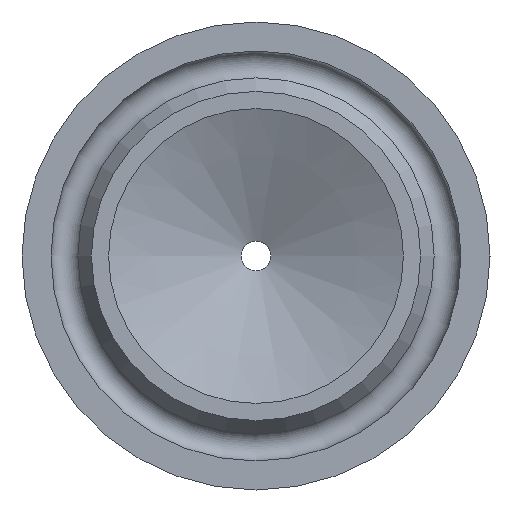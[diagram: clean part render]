
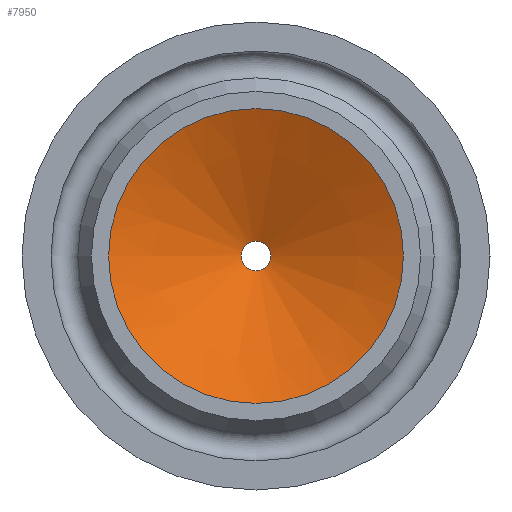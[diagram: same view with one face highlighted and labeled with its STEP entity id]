
A CAD part, left-side view. The second image highlights one B-rep face of the part: STEP entity #7950.
In plain terms, the highlighted conical face has half-angle 66 degrees and reference radius 4.331 mm.
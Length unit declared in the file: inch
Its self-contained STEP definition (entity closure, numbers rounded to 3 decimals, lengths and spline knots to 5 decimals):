
#35=CIRCLE('',#8241,0.031);
#36=CIRCLE('',#8242,0.031);
#61=CIRCLE('',#8280,0.31);
#62=CIRCLE('',#8281,0.31);
#732=LINE('',#17345,#1132);
#1132=VECTOR('',#9305,0.1705);
#1745=FACE_OUTER_BOUND('',#2232,.T.);
#2232=EDGE_LOOP('',(#7400,#7401,#7402,#7403,#7404,#7405));
#3773=VERTEX_POINT('',#17274);
#3774=VERTEX_POINT('',#17276);
#3797=VERTEX_POINT('',#17344);
#3798=VERTEX_POINT('',#17346);
#4970=EDGE_CURVE('',#3774,#3773,#35,.T.);
#4971=EDGE_CURVE('',#3773,#3774,#36,.T.);
#5002=EDGE_CURVE('',#3773,#3797,#732,.T.);
#5003=EDGE_CURVE('',#3798,#3797,#61,.T.);
#5004=EDGE_CURVE('',#3797,#3798,#62,.T.);
#7400=ORIENTED_EDGE('',*,*,#4970,.T.);
#7401=ORIENTED_EDGE('',*,*,#5002,.T.);
#7402=ORIENTED_EDGE('',*,*,#5003,.F.);
#7403=ORIENTED_EDGE('',*,*,#5004,.F.);
#7404=ORIENTED_EDGE('',*,*,#5002,.F.);
#7405=ORIENTED_EDGE('',*,*,#4971,.T.);
#7481=CONICAL_SURFACE('',#8279,0.1705,1.152);
#7950=ADVANCED_FACE('',(#1745),#7481,.F.);
#8241=AXIS2_PLACEMENT_3D('',#17277,#9221,#9222);
#8242=AXIS2_PLACEMENT_3D('',#17278,#9223,#9224);
#8279=AXIS2_PLACEMENT_3D('',#17343,#9303,#9304);
#8280=AXIS2_PLACEMENT_3D('',#17347,#9306,#9307);
#8281=AXIS2_PLACEMENT_3D('',#17348,#9308,#9309);
#9221=DIRECTION('center_axis',(1.,0.,0.));
#9222=DIRECTION('ref_axis',(0.,1.,0.));
#9223=DIRECTION('center_axis',(1.,0.,0.));
#9224=DIRECTION('ref_axis',(0.,1.,0.));
#9303=DIRECTION('center_axis',(-1.,0.,0.));
#9304=DIRECTION('ref_axis',(0.,1.,0.));
#9305=DIRECTION('',(-0.407,-0.914,0.));
#9306=DIRECTION('center_axis',(1.,0.,0.));
#9307=DIRECTION('ref_axis',(0.,1.,0.));
#9308=DIRECTION('center_axis',(1.,0.,0.));
#9309=DIRECTION('ref_axis',(0.,1.,0.));
#17274=CARTESIAN_POINT('',(0.15522,-0.031,0.));
#17276=CARTESIAN_POINT('',(0.15522,0.031,0.));
#17277=CARTESIAN_POINT('Origin',(0.15522,0.,0.));
#17278=CARTESIAN_POINT('Origin',(0.15522,0.,0.));
#17343=CARTESIAN_POINT('Origin',(0.09311,0.,0.));
#17344=CARTESIAN_POINT('',(0.031,-0.31,0.));
#17345=CARTESIAN_POINT('',(0.09311,-0.1705,0.));
#17346=CARTESIAN_POINT('',(0.031,0.31,0.));
#17347=CARTESIAN_POINT('Origin',(0.031,0.,0.));
#17348=CARTESIAN_POINT('Origin',(0.031,0.,0.));
